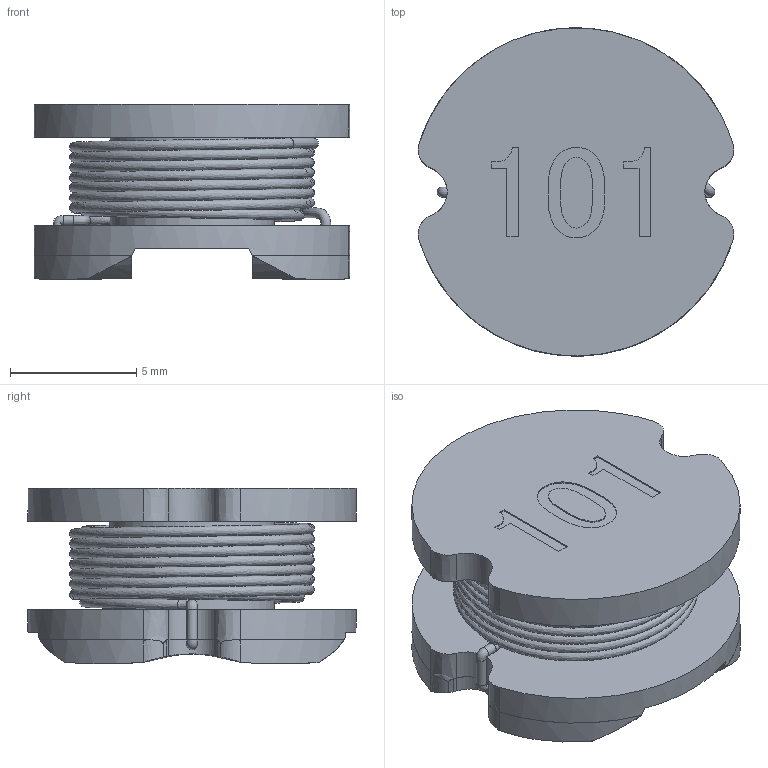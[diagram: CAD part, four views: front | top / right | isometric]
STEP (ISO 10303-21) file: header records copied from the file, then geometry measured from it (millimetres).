
FILE_DESCRIPTION( ('This file contains a STEP AP42 implementation' ,'as created by ZW3D STEP Interface translator.') ,'2;1' );
FILE_NAME( 'ASR1307-L.stp' ,'14 313. 95558', (''), ('ZWCAD Software Co.'), 'Version 1.0', 'ZW3D to STEP translator', '' );
FILE_SCHEMA( ('CONFIG_CONTROL_DESIGN') );
Length unit declared in the file: millimetre
Products named in the file (1): 0
Bounding box: 12.49 x 13 x 6.94 mm (x, y, z)
Volume: 552.4 mm3; surface area: 1343.7 mm2
Topology: 4 solids, 4 shells, 150 faces, 385 edges, 249 vertices
Faces by surface type: bspline 150
Entity records: 110961 total; most frequent: CARTESIAN_POINT 108709, ORIENTED_EDGE 770, EDGE_CURVE 385, B_SPLINE_CURVE_WITH_KNOTS 278, VERTEX_POINT 249, EDGE_LOOP 156, FACE_OUTER_BOUND 150, ADVANCED_FACE 150
